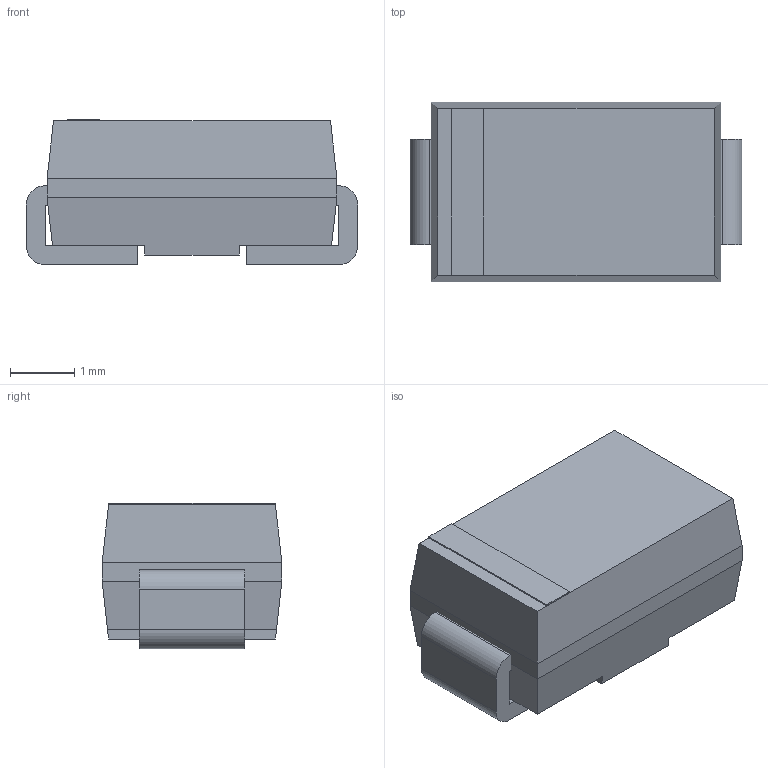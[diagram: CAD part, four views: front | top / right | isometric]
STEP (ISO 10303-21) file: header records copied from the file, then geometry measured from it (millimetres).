
FILE_DESCRIPTION(('FreeCAD Model'),'2;1');
FILE_NAME('DO-214AC(SMA).step','2020-02-27T16:11:25',('Author'),(''), 'Open CASCADE STEP processor 7.3','FreeCAD','Unknown');
FILE_SCHEMA(('AUTOMOTIVE_DESIGN { 1 0 10303 214 1 1 1 1 }'));
Length unit declared in the file: millimetre
Products named in the file (4): Cut_K; Extrude_K; Pin_2K; Pin_1K
Bounding box: 5.15 x 2.79 x 2.26 mm (x, y, z)
Volume: 26.6 mm3; surface area: 78.1 mm2
Topology: 4 solids, 4 shells, 48 faces, 112 edges, 72 vertices
Faces by surface type: plane 44, cylinder 4
Entity records: 2853 total; most frequent: CARTESIAN_POINT 513, DIRECTION 406, LINE 288, VECTOR 288, ORIENTED_EDGE 224, PCURVE 224, DEFINITIONAL_REPRESENTATION 224, EDGE_CURVE 112
